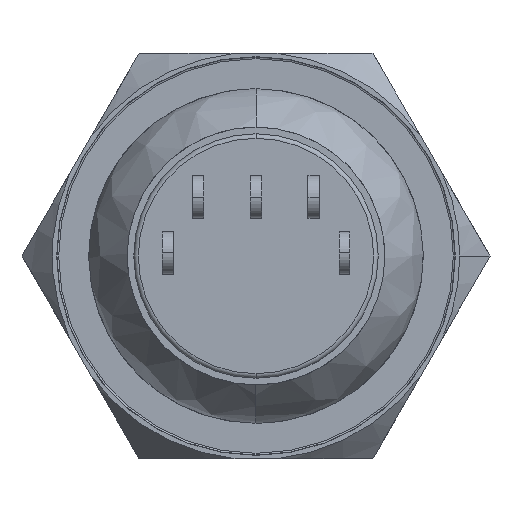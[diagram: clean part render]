
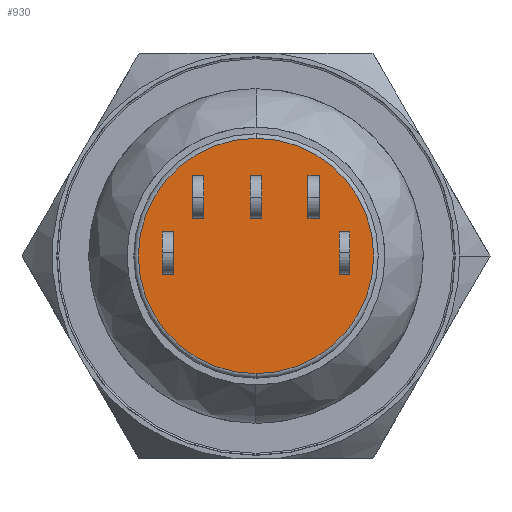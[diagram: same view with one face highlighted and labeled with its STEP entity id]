
A CAD part, front view. The second image highlights one B-rep face of the part: STEP entity #930.
In plain terms, the highlighted planar face has unit normal (0, -1, 0).
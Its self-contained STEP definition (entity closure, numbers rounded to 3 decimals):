
#34=PLANE('',#3147);
#106=FACE_BOUND('',#1259,.T.);
#107=FACE_BOUND('',#1260,.T.);
#108=FACE_BOUND('',#1261,.T.);
#109=FACE_BOUND('',#1262,.T.);
#110=FACE_BOUND('',#1263,.T.);
#111=FACE_BOUND('',#1264,.T.);
#384=LINE('',#4876,#569);
#385=LINE('',#4879,#570);
#386=LINE('',#4881,#571);
#387=LINE('',#4883,#572);
#388=LINE('',#4884,#573);
#389=LINE('',#4887,#574);
#390=LINE('',#4889,#575);
#391=LINE('',#4891,#576);
#392=LINE('',#4893,#577);
#393=LINE('',#4896,#578);
#394=LINE('',#4898,#579);
#395=LINE('',#4900,#580);
#396=LINE('',#4901,#581);
#397=LINE('',#4904,#582);
#398=LINE('',#4906,#583);
#399=LINE('',#4908,#584);
#400=LINE('',#4909,#585);
#401=LINE('',#4912,#586);
#402=LINE('',#4914,#587);
#403=LINE('',#4916,#588);
#569=VECTOR('',#3734,1.);
#570=VECTOR('',#3735,1.);
#571=VECTOR('',#3736,1.);
#572=VECTOR('',#3737,1.);
#573=VECTOR('',#3738,1.);
#574=VECTOR('',#3739,1.);
#575=VECTOR('',#3740,1.);
#576=VECTOR('',#3741,1.);
#577=VECTOR('',#3744,1.);
#578=VECTOR('',#3745,1.);
#579=VECTOR('',#3746,1.);
#580=VECTOR('',#3747,1.);
#581=VECTOR('',#3748,1.);
#582=VECTOR('',#3749,1.);
#583=VECTOR('',#3750,1.);
#584=VECTOR('',#3751,1.);
#585=VECTOR('',#3752,1.);
#586=VECTOR('',#3753,1.);
#587=VECTOR('',#3754,1.);
#588=VECTOR('',#3755,1.);
#717=CIRCLE('',#3075,5.22);
#765=CIRCLE('',#3146,5.22);
#930=ADVANCED_FACE('',(#106,#107,#108,#109,#110,#111),#34,.F.);
#1259=EDGE_LOOP('',(#1620,#1621,#1622,#1623));
#1260=EDGE_LOOP('',(#1624,#1625,#1626,#1627));
#1261=EDGE_LOOP('',(#1628,#1629));
#1262=EDGE_LOOP('',(#1630,#1631,#1632,#1633));
#1263=EDGE_LOOP('',(#1634,#1635,#1636,#1637));
#1264=EDGE_LOOP('',(#1638,#1639,#1640,#1641));
#1620=ORIENTED_EDGE('',*,*,#2734,.F.);
#1621=ORIENTED_EDGE('',*,*,#2735,.F.);
#1622=ORIENTED_EDGE('',*,*,#2736,.F.);
#1623=ORIENTED_EDGE('',*,*,#2737,.F.);
#1624=ORIENTED_EDGE('',*,*,#2738,.F.);
#1625=ORIENTED_EDGE('',*,*,#2739,.F.);
#1626=ORIENTED_EDGE('',*,*,#2740,.F.);
#1627=ORIENTED_EDGE('',*,*,#2741,.F.);
#1628=ORIENTED_EDGE('',*,*,#2742,.T.);
#1629=ORIENTED_EDGE('',*,*,#2645,.T.);
#1630=ORIENTED_EDGE('',*,*,#2743,.F.);
#1631=ORIENTED_EDGE('',*,*,#2744,.F.);
#1632=ORIENTED_EDGE('',*,*,#2745,.F.);
#1633=ORIENTED_EDGE('',*,*,#2746,.F.);
#1634=ORIENTED_EDGE('',*,*,#2747,.F.);
#1635=ORIENTED_EDGE('',*,*,#2748,.F.);
#1636=ORIENTED_EDGE('',*,*,#2749,.F.);
#1637=ORIENTED_EDGE('',*,*,#2750,.F.);
#1638=ORIENTED_EDGE('',*,*,#2751,.F.);
#1639=ORIENTED_EDGE('',*,*,#2752,.F.);
#1640=ORIENTED_EDGE('',*,*,#2753,.F.);
#1641=ORIENTED_EDGE('',*,*,#2754,.F.);
#2368=VERTEX_POINT('',#4674);
#2369=VERTEX_POINT('',#4675);
#2450=VERTEX_POINT('',#4877);
#2451=VERTEX_POINT('',#4878);
#2452=VERTEX_POINT('',#4880);
#2453=VERTEX_POINT('',#4882);
#2454=VERTEX_POINT('',#4885);
#2455=VERTEX_POINT('',#4886);
#2456=VERTEX_POINT('',#4888);
#2457=VERTEX_POINT('',#4890);
#2458=VERTEX_POINT('',#4894);
#2459=VERTEX_POINT('',#4895);
#2460=VERTEX_POINT('',#4897);
#2461=VERTEX_POINT('',#4899);
#2462=VERTEX_POINT('',#4902);
#2463=VERTEX_POINT('',#4903);
#2464=VERTEX_POINT('',#4905);
#2465=VERTEX_POINT('',#4907);
#2466=VERTEX_POINT('',#4910);
#2467=VERTEX_POINT('',#4911);
#2468=VERTEX_POINT('',#4913);
#2469=VERTEX_POINT('',#4915);
#2645=EDGE_CURVE('',#2368,#2369,#717,.T.);
#2734=EDGE_CURVE('',#2450,#2451,#384,.T.);
#2735=EDGE_CURVE('',#2452,#2450,#385,.T.);
#2736=EDGE_CURVE('',#2453,#2452,#386,.T.);
#2737=EDGE_CURVE('',#2451,#2453,#387,.T.);
#2738=EDGE_CURVE('',#2454,#2455,#388,.T.);
#2739=EDGE_CURVE('',#2456,#2454,#389,.T.);
#2740=EDGE_CURVE('',#2457,#2456,#390,.T.);
#2741=EDGE_CURVE('',#2455,#2457,#391,.T.);
#2742=EDGE_CURVE('',#2369,#2368,#765,.T.);
#2743=EDGE_CURVE('',#2458,#2459,#392,.T.);
#2744=EDGE_CURVE('',#2460,#2458,#393,.T.);
#2745=EDGE_CURVE('',#2461,#2460,#394,.T.);
#2746=EDGE_CURVE('',#2459,#2461,#395,.T.);
#2747=EDGE_CURVE('',#2462,#2463,#396,.T.);
#2748=EDGE_CURVE('',#2464,#2462,#397,.T.);
#2749=EDGE_CURVE('',#2465,#2464,#398,.T.);
#2750=EDGE_CURVE('',#2463,#2465,#399,.T.);
#2751=EDGE_CURVE('',#2466,#2467,#400,.T.);
#2752=EDGE_CURVE('',#2468,#2466,#401,.T.);
#2753=EDGE_CURVE('',#2469,#2468,#402,.T.);
#2754=EDGE_CURVE('',#2467,#2469,#403,.T.);
#3075=AXIS2_PLACEMENT_3D('',#4673,#3552,#3553);
#3146=AXIS2_PLACEMENT_3D('',#4892,#3742,#3743);
#3147=AXIS2_PLACEMENT_3D('',#4917,#3756,#3757);
#3552=DIRECTION('',(0.,-1.,0.));
#3553=DIRECTION('',(0.,0.,1.));
#3734=DIRECTION('',(0.,0.,1.));
#3735=DIRECTION('',(1.,0.,0.));
#3736=DIRECTION('',(0.,0.,-1.));
#3737=DIRECTION('',(-1.,0.,0.));
#3738=DIRECTION('',(0.,0.,1.));
#3739=DIRECTION('',(1.,0.,0.));
#3740=DIRECTION('',(0.,0.,-1.));
#3741=DIRECTION('',(-1.,0.,0.));
#3742=DIRECTION('',(0.,-1.,0.));
#3743=DIRECTION('',(0.,0.,1.));
#3744=DIRECTION('',(0.,0.,1.));
#3745=DIRECTION('',(1.,0.,0.));
#3746=DIRECTION('',(0.,0.,-1.));
#3747=DIRECTION('',(-1.,0.,0.));
#3748=DIRECTION('',(0.,0.,1.));
#3749=DIRECTION('',(1.,0.,0.));
#3750=DIRECTION('',(0.,0.,-1.));
#3751=DIRECTION('',(-1.,0.,0.));
#3752=DIRECTION('',(0.,0.,1.));
#3753=DIRECTION('',(1.,0.,0.));
#3754=DIRECTION('',(0.,0.,-1.));
#3755=DIRECTION('',(-1.,0.,0.));
#3756=DIRECTION('',(0.,1.,0.));
#3757=DIRECTION('',(0.,0.,-1.));
#4673=CARTESIAN_POINT('',(0.,0.,0.));
#4674=CARTESIAN_POINT('',(0.,0.,-5.22));
#4675=CARTESIAN_POINT('',(0.,0.,5.22));
#4876=CARTESIAN_POINT('',(2.798,0.,0.));
#4877=CARTESIAN_POINT('',(2.798,0.,1.67));
#4878=CARTESIAN_POINT('',(2.798,0.,3.554));
#4879=CARTESIAN_POINT('',(0.,0.,1.67));
#4880=CARTESIAN_POINT('',(2.306,0.,1.67));
#4881=CARTESIAN_POINT('',(2.306,0.,0.));
#4882=CARTESIAN_POINT('',(2.306,0.,3.554));
#4883=CARTESIAN_POINT('',(0.,0.,3.554));
#4884=CARTESIAN_POINT('',(-2.308,0.,0.));
#4885=CARTESIAN_POINT('',(-2.308,0.,1.67));
#4886=CARTESIAN_POINT('',(-2.308,0.,3.554));
#4887=CARTESIAN_POINT('',(0.,0.,1.67));
#4888=CARTESIAN_POINT('',(-2.8,0.,1.67));
#4889=CARTESIAN_POINT('',(-2.8,0.,0.));
#4890=CARTESIAN_POINT('',(-2.8,0.,3.554));
#4891=CARTESIAN_POINT('',(0.,0.,3.554));
#4892=CARTESIAN_POINT('',(0.,0.,0.));
#4893=CARTESIAN_POINT('',(0.245,0.,0.));
#4894=CARTESIAN_POINT('',(0.245,0.,1.67));
#4895=CARTESIAN_POINT('',(0.245,0.,3.554));
#4896=CARTESIAN_POINT('',(0.,0.,1.67));
#4897=CARTESIAN_POINT('',(-0.245,0.,1.67));
#4898=CARTESIAN_POINT('',(-0.245,0.,0.));
#4899=CARTESIAN_POINT('',(-0.245,0.,3.554));
#4900=CARTESIAN_POINT('',(0.,0.,3.554));
#4901=CARTESIAN_POINT('',(4.168,0.,0.));
#4902=CARTESIAN_POINT('',(4.168,0.,-0.8));
#4903=CARTESIAN_POINT('',(4.168,0.,1.08));
#4904=CARTESIAN_POINT('',(0.,0.,-0.8));
#4905=CARTESIAN_POINT('',(3.682,0.,-0.8));
#4906=CARTESIAN_POINT('',(3.682,0.,0.));
#4907=CARTESIAN_POINT('',(3.682,0.,1.08));
#4908=CARTESIAN_POINT('',(0.,0.,1.08));
#4909=CARTESIAN_POINT('',(-3.676,0.,0.));
#4910=CARTESIAN_POINT('',(-3.676,0.,-0.8));
#4911=CARTESIAN_POINT('',(-3.676,0.,1.08));
#4912=CARTESIAN_POINT('',(0.,0.,-0.8));
#4913=CARTESIAN_POINT('',(-4.167,0.,-0.8));
#4914=CARTESIAN_POINT('',(-4.167,0.,0.));
#4915=CARTESIAN_POINT('',(-4.167,0.,1.08));
#4916=CARTESIAN_POINT('',(0.,0.,1.08));
#4917=CARTESIAN_POINT('',(0.,0.,0.));
